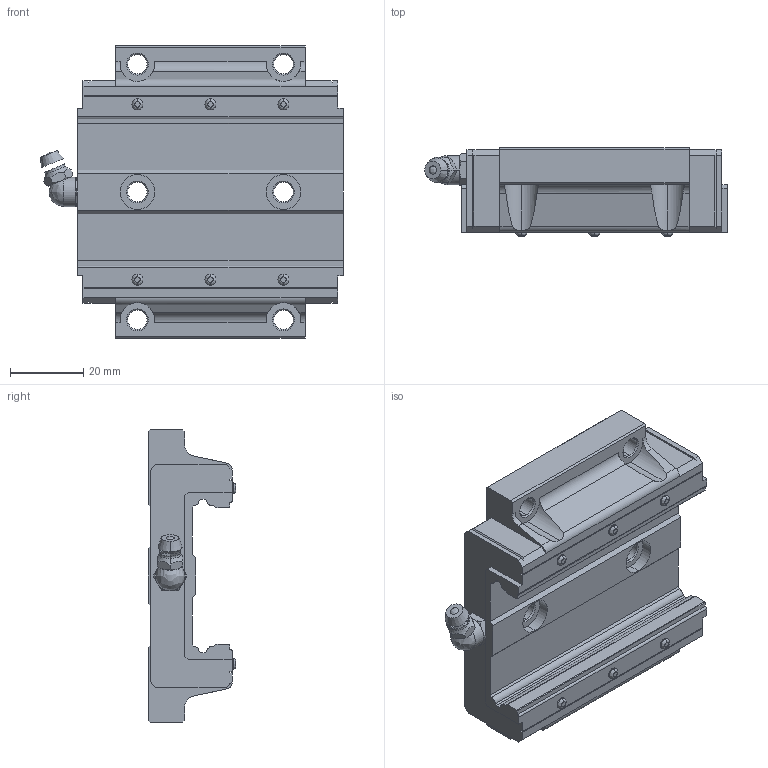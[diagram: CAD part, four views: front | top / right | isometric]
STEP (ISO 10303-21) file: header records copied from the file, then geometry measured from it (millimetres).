
FILE_DESCRIPTION (( 'STEP AP214' ), '1' );
FILE_NAME ('HRW27CASS.STEP', '2020-06-15T07:44:48', ( '' ), ( '' ), 'SwSTEP 2.0', 'SolidWorks 2020', '' );
FILE_SCHEMA (( 'AUTOMOTIVE_DESIGN' ));
Length unit declared in the file: millimetre
Products named in the file (3): HRW27CASS; _HRW27CASSB-M6F1 Slide17-60; _HRW-B-M6F_grease_nipple_joint
Assembly tree (2 placements, depth 2):
  HRW27CASS
    _HRW27CASSB-M6F1 Slide17-60
    _HRW-B-M6F_grease_nipple_joint
Bounding box: 82.9 x 24 x 80 mm (x, y, z)
Volume: 77445.2 mm3; surface area: 19999.3 mm2
Topology: 1 solids, 3 shells, 260 faces, 682 edges, 434 vertices
Faces by surface type: plane 141, cylinder 57, cone 44, bspline 18
Entity records: 8587 total; most frequent: CARTESIAN_POINT 2159, ORIENTED_EDGE 1348, DIRECTION 1289, EDGE_CURVE 676, VERTEX_POINT 434, LINE 433, VECTOR 433, AXIS2_PLACEMENT_3D 428
